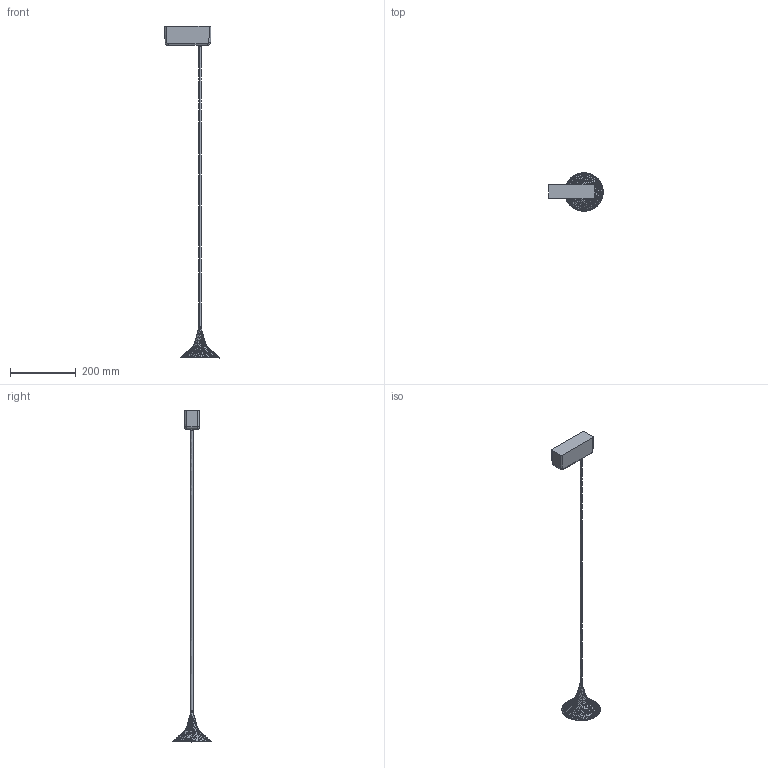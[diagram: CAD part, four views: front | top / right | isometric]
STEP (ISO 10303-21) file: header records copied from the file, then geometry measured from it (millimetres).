
FILE_DESCRIPTION(/* description */ (''),/* implementation_level */ '2;1');
FILE_NAME(/* name */ '3D 193600-193500_Unterlinder sospensione',/* time_stamp */ '2017-11-29T17:07:55+01:00',/* author */ (''),/* organization */ (''),/* preprocessor_version */ 'ST-DEVELOPER v10',/* originating_system */ '',/* authorisation */ '');
FILE_SCHEMA (('AUTOMOTIVE_DESIGN'));
Length unit declared in the file: millimetre
Products named in the file (2): 1; 2
Assembly tree (1 placements, depth 2):
  1
    2
Bounding box: 165.47 x 116.95 x 1008.79 mm (x, y, z)
Surface area: 82179.3 mm2 (no closed solid volume)
Topology: 0 solids, 21 shells, 139 faces, 610 edges, 381 vertices
Faces by surface type: bspline 127, plane 12
Entity records: 34638 total; most frequent: CARTESIAN_POINT 31588, ORIENTED_EDGE 800, EDGE_CURVE 605, B_SPLINE_CURVE_WITH_KNOTS 458, VERTEX_POINT 381, EDGE_LOOP 142, ADVANCED_FACE 139, FACE_OUTER_BOUND 139
